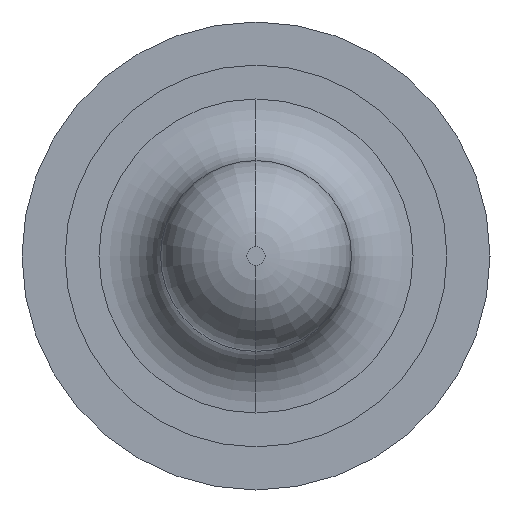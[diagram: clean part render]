
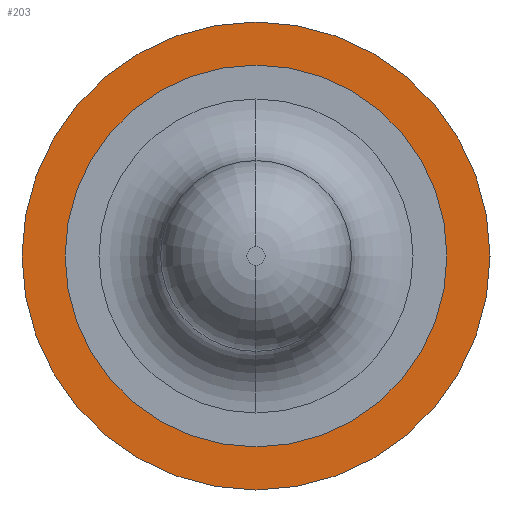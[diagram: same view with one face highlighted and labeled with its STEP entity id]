
A CAD part, left-side view. The second image highlights one B-rep face of the part: STEP entity #203.
In plain terms, the highlighted planar face has unit normal (-1, 0, 0).
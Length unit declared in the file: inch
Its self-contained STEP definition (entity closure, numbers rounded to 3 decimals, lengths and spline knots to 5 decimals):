
#102 = ORIENTED_EDGE ( 'NONE', *, *, #139, .T. ) ;
#104 = ORIENTED_EDGE ( 'NONE', *, *, #126, .T. ) ;
#126 = EDGE_CURVE ( 'NONE', #149, #131, #336, .T. ) ;
#127 = ORIENTED_EDGE ( 'NONE', *, *, #130, .F. ) ;
#128 = VERTEX_POINT ( 'NONE', #311 ) ;
#130 = EDGE_CURVE ( 'NONE', #134, #128, #306, .T. ) ;
#131 = VERTEX_POINT ( 'NONE', #316 ) ;
#134 = VERTEX_POINT ( 'NONE', #302 ) ;
#139 = EDGE_CURVE ( 'NONE', #131, #149, #297, .T. ) ;
#149 = VERTEX_POINT ( 'NONE', #573 ) ;
#190 = EDGE_LOOP ( 'NONE', ( #127, #198 ) ) ;
#195 = EDGE_CURVE ( 'NONE', #128, #134, #558, .T. ) ;
#198 = ORIENTED_EDGE ( 'NONE', *, *, #195, .F. ) ;
#202 = EDGE_LOOP ( 'NONE', ( #102, #104 ) ) ;
#203 = ADVANCED_FACE ( 'NONE', ( #540, #549 ), #552, .F. ) ;
#285 = DIRECTION ( 'NONE',  ( 0., 0., 1. ) ) ;
#286 = DIRECTION ( 'NONE',  ( -1., 0., 0. ) ) ;
#287 = CARTESIAN_POINT ( 'NONE',  ( 0.26, 0., 0. ) ) ;
#288 = AXIS2_PLACEMENT_3D ( 'NONE', #287, #286, #285 ) ;
#297 = CIRCLE ( 'NONE', #288, 0.019 ) ;
#300 = DIRECTION ( 'NONE',  ( 0., 0., 1. ) ) ;
#301 = DIRECTION ( 'NONE',  ( -1., 0., 0. ) ) ;
#302 = CARTESIAN_POINT ( 'NONE',  ( 0.26, 0., 0.0155 ) ) ;
#304 = CARTESIAN_POINT ( 'NONE',  ( 0.26, 0., 0. ) ) ;
#305 = AXIS2_PLACEMENT_3D ( 'NONE', #304, #301, #300 ) ;
#306 = CIRCLE ( 'NONE', #305, 0.0155 ) ;
#307 = DIRECTION ( 'NONE',  ( 0., 0., 1. ) ) ;
#311 = CARTESIAN_POINT ( 'NONE',  ( 0.26, 0., -0.0155 ) ) ;
#316 = CARTESIAN_POINT ( 'NONE',  ( 0.26, 0., 0.019 ) ) ;
#318 = CARTESIAN_POINT ( 'NONE',  ( 0.26, 0., 0. ) ) ;
#322 = DIRECTION ( 'NONE',  ( -1., 0., 0. ) ) ;
#332 = AXIS2_PLACEMENT_3D ( 'NONE', #318, #322, #307 ) ;
#336 = CIRCLE ( 'NONE', #332, 0.019 ) ;
#535 = DIRECTION ( 'NONE',  ( 0., 0., -1. ) ) ;
#536 = DIRECTION ( 'NONE',  ( 1., 0., 0. ) ) ;
#540 = FACE_BOUND ( 'NONE', #190, .T. ) ;
#546 = DIRECTION ( 'NONE',  ( 0., 0., 1. ) ) ;
#547 = DIRECTION ( 'NONE',  ( -1., 0., 0. ) ) ;
#548 = AXIS2_PLACEMENT_3D ( 'NONE', #551, #547, #546 ) ;
#549 = FACE_OUTER_BOUND ( 'NONE', #202, .T. ) ;
#551 = CARTESIAN_POINT ( 'NONE',  ( 0.26, 0., 0. ) ) ;
#552 = PLANE ( 'NONE',  #554 ) ;
#554 = AXIS2_PLACEMENT_3D ( 'NONE', #580, #536, #535 ) ;
#558 = CIRCLE ( 'NONE', #548, 0.0155 ) ;
#573 = CARTESIAN_POINT ( 'NONE',  ( 0.26, 0., -0.019 ) ) ;
#580 = CARTESIAN_POINT ( 'NONE',  ( 0.26, 0.0155, 0. ) ) ;
